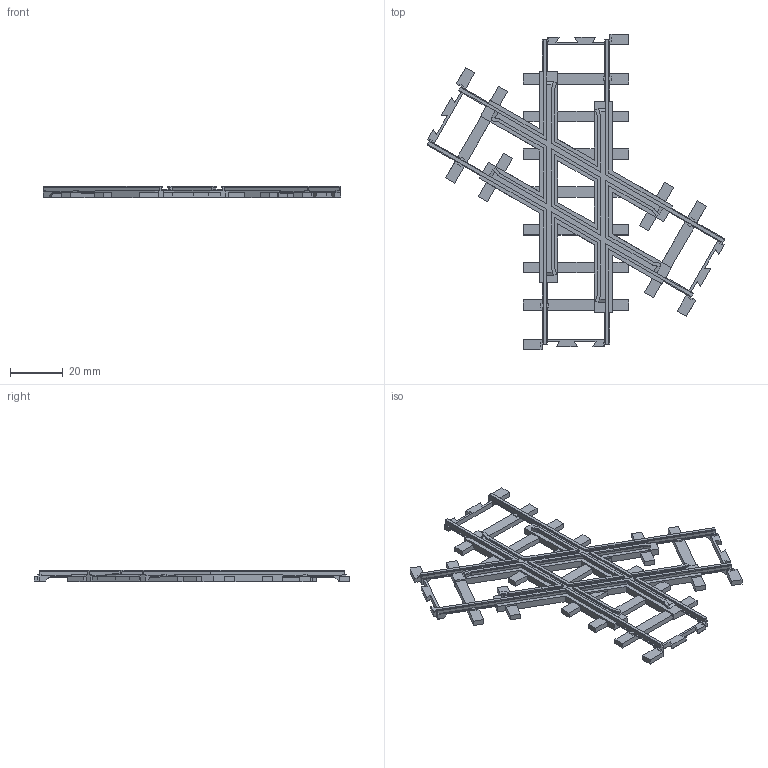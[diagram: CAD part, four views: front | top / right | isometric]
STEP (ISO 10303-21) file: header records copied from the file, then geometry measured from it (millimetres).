
FILE_DESCRIPTION(/* description */ ('','CAx-IF Rec.Pracs.---Representation and Presentation of Product Manufacturing Information (PMI)---4.0---2014-10-13'),/* implementation_level */ '2;1');
FILE_NAME(/* name */ 'Crossover L100 30Deg.step',/* time_stamp */ '2024-12-21T21:33:51+05:30',/* author */ (''),/* organization */ (''),/* preprocessor_version */ 'ST-DEVELOPER v20',/* originating_system */ 'Autodesk Translation Framework v13.20.0.188',/* authorisation */ '');
FILE_SCHEMA (('AP242_MANAGED_MODEL_BASED_3D_ENGINEERING_MIM_LF { 1 0 10303 442 1 1 4 }'));
Length unit declared in the file: millimetre
Products named in the file (3): Crossover L100 30Deg; Track Joint Parametric v15; Join 2
Assembly tree (2 placements, depth 3):
  Crossover L100 30Deg
    Track Joint Parametric v15
      Join 2
Bounding box: 112.66 x 119.47 x 4.4 mm (x, y, z)
Volume: 9705.5 mm3; surface area: 13071.4 mm2
Topology: 1 solids, 1 shells, 667 faces, 1970 edges, 1288 vertices
Faces by surface type: plane 635, cylinder 32
Entity records: 21869 total; most frequent: ORIENTED_EDGE 3940, CARTESIAN_POINT 3930, DIRECTION 3378, EDGE_CURVE 1970, LINE 1906, VECTOR 1906, VERTEX_POINT 1288, AXIS2_PLACEMENT_3D 736
